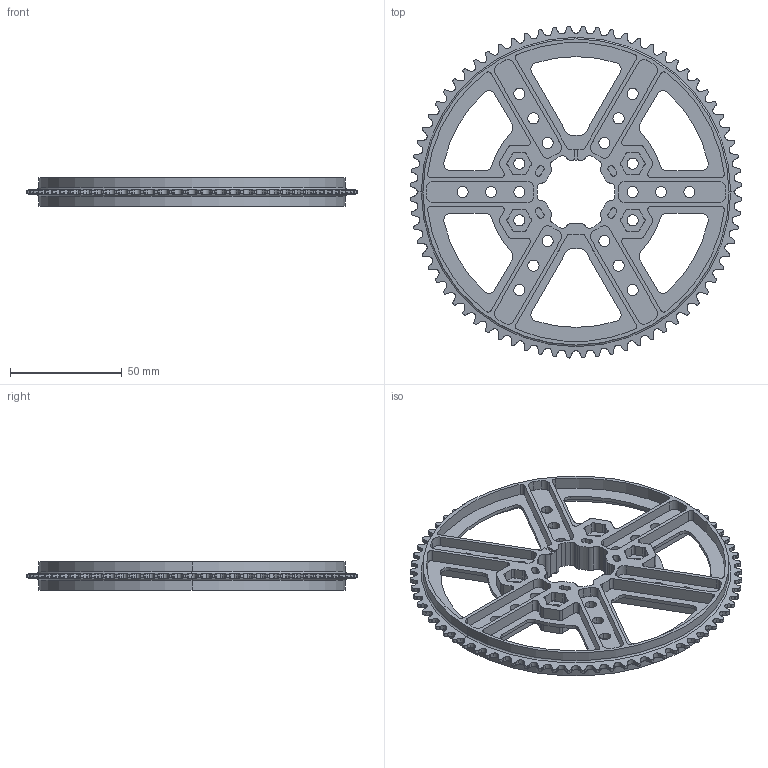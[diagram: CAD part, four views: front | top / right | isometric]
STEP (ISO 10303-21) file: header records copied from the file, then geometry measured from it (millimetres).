
FILE_DESCRIPTION (( 'STEP AP203' ), '1' );
FILE_NAME ('REV-21-3386.STEP', '2023-09-25T16:34:34', ( '' ), ( '' ), 'SwSTEP 2.0', 'SolidWorks 2022', '' );
FILE_SCHEMA (( 'CONFIG_CONTROL_DESIGN' ));
Length unit declared in the file: inch
Products named in the file (1): REV-21-3386
Bounding box: 148.78 x 148.78 x 12.7 mm (x, y, z)
Volume: 50962.7 mm3; surface area: 49150.8 mm2
Topology: 1 solids, 1 shells, 1243 faces, 3599 edges, 2396 vertices
Faces by surface type: cylinder 903, plane 332, torus 4, cone 4
Entity records: 44292 total; most frequent: CARTESIAN_POINT 12475, ORIENTED_EDGE 7198, DIRECTION 6023, EDGE_CURVE 3599, VERTEX_POINT 2396, AXIS2_PLACEMENT_3D 2268, LINE 1487, VECTOR 1487
